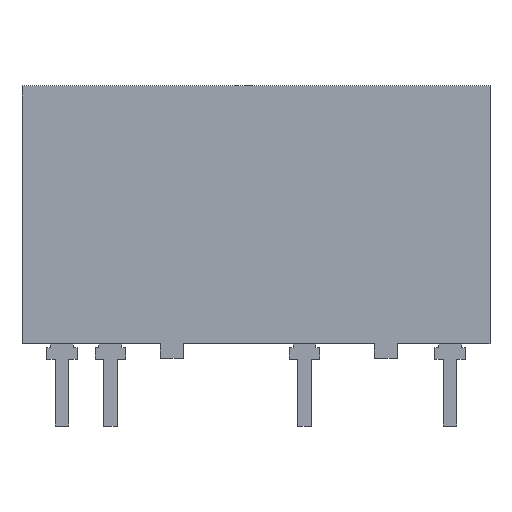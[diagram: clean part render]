
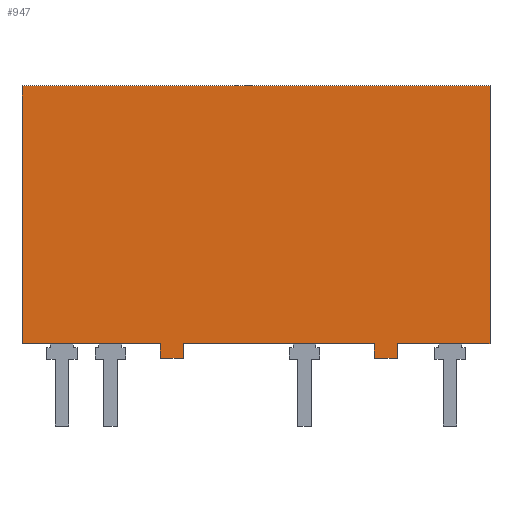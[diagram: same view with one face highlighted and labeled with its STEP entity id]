
A CAD part, top view. The second image highlights one B-rep face of the part: STEP entity #947.
In plain terms, the highlighted planar face has unit normal (0, 0, 1).
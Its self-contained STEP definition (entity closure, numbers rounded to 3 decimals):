
#35 = ORIENTED_EDGE ( 'NONE', *, *, #2005, .F. ) ;
#56 = DIRECTION ( 'NONE',  ( -1., 0., 0. ) ) ;
#91 = CARTESIAN_POINT ( 'NONE',  ( 22.41, 0.8, 1.325 ) ) ;
#110 = ORIENTED_EDGE ( 'NONE', *, *, #686, .T. ) ;
#114 = PLANE ( 'NONE',  #1673 ) ;
#123 = DIRECTION ( 'NONE',  ( 0., -1., 0. ) ) ;
#133 = CARTESIAN_POINT ( 'NONE',  ( 5.16, 0.8, 1.325 ) ) ;
#158 = VECTOR ( 'NONE', #1081, 1000. ) ;
#204 = VERTEX_POINT ( 'NONE', #1150 ) ;
#241 = LINE ( 'NONE', #598, #790 ) ;
#306 = CARTESIAN_POINT ( 'NONE',  ( -2.09, 0.8, 1.325 ) ) ;
#314 = LINE ( 'NONE', #1988, #1131 ) ;
#405 = VECTOR ( 'NONE', #2075, 1000. ) ;
#417 = VERTEX_POINT ( 'NONE', #1588 ) ;
#450 = DIRECTION ( 'NONE',  ( -1., 0., 0. ) ) ;
#470 = VECTOR ( 'NONE', #56, 1000. ) ;
#471 = LINE ( 'NONE', #2315, #1383 ) ;
#551 = EDGE_CURVE ( 'NONE', #637, #757, #1245, .T. ) ;
#598 = CARTESIAN_POINT ( 'NONE',  ( 6.36, 0.8, 1.325 ) ) ;
#621 = DIRECTION ( 'NONE',  ( -1., 0., 0. ) ) ;
#637 = VERTEX_POINT ( 'NONE', #1574 ) ;
#656 = CARTESIAN_POINT ( 'NONE',  ( 22.41, 14.3, 1.325 ) ) ;
#676 = ORIENTED_EDGE ( 'NONE', *, *, #1491, .T. ) ;
#686 = EDGE_CURVE ( 'NONE', #417, #1347, #471, .T. ) ;
#729 = EDGE_CURVE ( 'NONE', #972, #1675, #838, .T. ) ;
#735 = VECTOR ( 'NONE', #1784, 1000. ) ;
#757 = VERTEX_POINT ( 'NONE', #1421 ) ;
#760 = EDGE_CURVE ( 'NONE', #1253, #757, #1214, .T. ) ;
#790 = VECTOR ( 'NONE', #2059, 1000. ) ;
#819 = VECTOR ( 'NONE', #1187, 1000. ) ;
#838 = LINE ( 'NONE', #1229, #2243 ) ;
#879 = EDGE_CURVE ( 'NONE', #417, #1060, #1850, .T. ) ;
#892 = LINE ( 'NONE', #656, #819 ) ;
#894 = ORIENTED_EDGE ( 'NONE', *, *, #729, .F. ) ;
#901 = EDGE_CURVE ( 'NONE', #1153, #2086, #892, .T. ) ;
#906 = LINE ( 'NONE', #1705, #1814 ) ;
#947 = ADVANCED_FACE ( 'NONE', ( #1674 ), #114, .T. ) ;
#948 = CARTESIAN_POINT ( 'NONE',  ( 17.56, 0.8, 1.325 ) ) ;
#972 = VERTEX_POINT ( 'NONE', #306 ) ;
#1038 = CARTESIAN_POINT ( 'NONE',  ( -2.09, 0.8, 1.325 ) ) ;
#1060 = VERTEX_POINT ( 'NONE', #1998 ) ;
#1081 = DIRECTION ( 'NONE',  ( 0., 1., 0. ) ) ;
#1131 = VECTOR ( 'NONE', #2169, 1000. ) ;
#1150 = CARTESIAN_POINT ( 'NONE',  ( 17.56, 0.05, 1.325 ) ) ;
#1153 = VERTEX_POINT ( 'NONE', #1959 ) ;
#1177 = CARTESIAN_POINT ( 'NONE',  ( 5.16, 0.05, 1.325 ) ) ;
#1180 = LINE ( 'NONE', #1436, #158 ) ;
#1187 = DIRECTION ( 'NONE',  ( 0., -1., 0. ) ) ;
#1214 = LINE ( 'NONE', #133, #735 ) ;
#1215 = DIRECTION ( 'NONE',  ( 1., 0., 0. ) ) ;
#1229 = CARTESIAN_POINT ( 'NONE',  ( -2.09, 14.3, 1.325 ) ) ;
#1245 = LINE ( 'NONE', #1177, #2164 ) ;
#1253 = VERTEX_POINT ( 'NONE', #1806 ) ;
#1277 = DIRECTION ( 'NONE',  ( -1., 0., 0. ) ) ;
#1347 = VERTEX_POINT ( 'NONE', #1833 ) ;
#1366 = VECTOR ( 'NONE', #1277, 1000. ) ;
#1383 = VECTOR ( 'NONE', #123, 1000. ) ;
#1408 = VERTEX_POINT ( 'NONE', #948 ) ;
#1421 = CARTESIAN_POINT ( 'NONE',  ( 5.16, 0.05, 1.325 ) ) ;
#1436 = CARTESIAN_POINT ( 'NONE',  ( 17.56, 0.8, 1.325 ) ) ;
#1482 = ORIENTED_EDGE ( 'NONE', *, *, #551, .F. ) ;
#1491 = EDGE_CURVE ( 'NONE', #637, #1060, #241, .T. ) ;
#1525 = CARTESIAN_POINT ( 'NONE',  ( -2.09, 14.3, 1.325 ) ) ;
#1528 = ORIENTED_EDGE ( 'NONE', *, *, #760, .T. ) ;
#1538 = EDGE_LOOP ( 'NONE', ( #2372, #35, #894, #2096, #1528, #1482, #676, #2184, #110, #2219, #1540, #2088 ) ) ;
#1540 = ORIENTED_EDGE ( 'NONE', *, *, #2363, .T. ) ;
#1574 = CARTESIAN_POINT ( 'NONE',  ( 6.36, 0.05, 1.325 ) ) ;
#1588 = CARTESIAN_POINT ( 'NONE',  ( 16.36, 0.8, 1.325 ) ) ;
#1673 = AXIS2_PLACEMENT_3D ( 'NONE', #1038, #2310, #1215 ) ;
#1674 = FACE_OUTER_BOUND ( 'NONE', #1538, .T. ) ;
#1675 = VERTEX_POINT ( 'NONE', #2115 ) ;
#1705 = CARTESIAN_POINT ( 'NONE',  ( -2.09, 0.8, 1.325 ) ) ;
#1784 = DIRECTION ( 'NONE',  ( 0., -1., 0. ) ) ;
#1806 = CARTESIAN_POINT ( 'NONE',  ( 5.16, 0.8, 1.325 ) ) ;
#1814 = VECTOR ( 'NONE', #621, 1000. ) ;
#1833 = CARTESIAN_POINT ( 'NONE',  ( 16.36, 0.05, 1.325 ) ) ;
#1850 = LINE ( 'NONE', #2188, #1366 ) ;
#1864 = LINE ( 'NONE', #1525, #405 ) ;
#1953 = DIRECTION ( 'NONE',  ( 0., 1., 0. ) ) ;
#1959 = CARTESIAN_POINT ( 'NONE',  ( 22.41, 14.3, 1.325 ) ) ;
#1986 = EDGE_CURVE ( 'NONE', #2086, #1408, #2359, .T. ) ;
#1988 = CARTESIAN_POINT ( 'NONE',  ( 16.36, 0.05, 1.325 ) ) ;
#1998 = CARTESIAN_POINT ( 'NONE',  ( 6.36, 0.8, 1.325 ) ) ;
#2005 = EDGE_CURVE ( 'NONE', #1675, #1153, #1864, .T. ) ;
#2030 = EDGE_CURVE ( 'NONE', #1253, #972, #906, .T. ) ;
#2059 = DIRECTION ( 'NONE',  ( 0., 1., 0. ) ) ;
#2075 = DIRECTION ( 'NONE',  ( 1., 0., 0. ) ) ;
#2086 = VERTEX_POINT ( 'NONE', #91 ) ;
#2088 = ORIENTED_EDGE ( 'NONE', *, *, #1986, .F. ) ;
#2096 = ORIENTED_EDGE ( 'NONE', *, *, #2030, .F. ) ;
#2115 = CARTESIAN_POINT ( 'NONE',  ( -2.09, 14.3, 1.325 ) ) ;
#2164 = VECTOR ( 'NONE', #450, 1000. ) ;
#2169 = DIRECTION ( 'NONE',  ( -1., 0., 0. ) ) ;
#2184 = ORIENTED_EDGE ( 'NONE', *, *, #879, .F. ) ;
#2188 = CARTESIAN_POINT ( 'NONE',  ( 6.36, 0.8, 1.325 ) ) ;
#2219 = ORIENTED_EDGE ( 'NONE', *, *, #2351, .F. ) ;
#2243 = VECTOR ( 'NONE', #1953, 1000. ) ;
#2255 = CARTESIAN_POINT ( 'NONE',  ( 17.56, 0.8, 1.325 ) ) ;
#2310 = DIRECTION ( 'NONE',  ( 0., 0., 1. ) ) ;
#2315 = CARTESIAN_POINT ( 'NONE',  ( 16.36, 0.8, 1.325 ) ) ;
#2351 = EDGE_CURVE ( 'NONE', #204, #1347, #314, .T. ) ;
#2359 = LINE ( 'NONE', #2255, #470 ) ;
#2363 = EDGE_CURVE ( 'NONE', #204, #1408, #1180, .T. ) ;
#2372 = ORIENTED_EDGE ( 'NONE', *, *, #901, .F. ) ;
